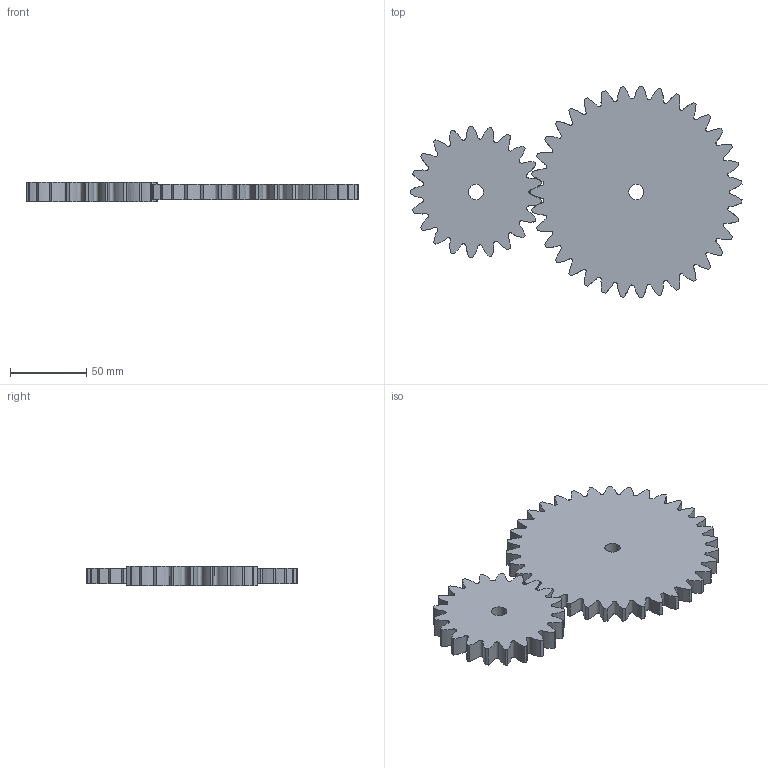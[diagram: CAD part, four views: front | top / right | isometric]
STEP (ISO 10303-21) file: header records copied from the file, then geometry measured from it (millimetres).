
FILE_DESCRIPTION (( 'STEP AP214' ), '1' );
FILE_NAME ('3.STEP', '2025-07-16T01:46:12', ( '' ), ( '' ), 'SwSTEP 2.0', 'SolidWorks 2022', '' );
FILE_SCHEMA (( 'AUTOMOTIVE_DESIGN' ));
Length unit declared in the file: millimetre
Products named in the file (3): 3; SpurGear1_GearTrax; SpurGear2_GearTrax
Assembly tree (2 placements, depth 2):
  3
    SpurGear1_GearTrax
    SpurGear2_GearTrax
Bounding box: 217.31 x 138.69 x 13 mm (x, y, z)
Volume: 182093.4 mm3; surface area: 50734.1 mm2
Topology: 2 solids, 2 shells, 120 faces, 348 edges, 232 vertices
Faces by surface type: cylinder 60, bspline 56, plane 4
Entity records: 15534 total; most frequent: CARTESIAN_POINT 12521, ORIENTED_EDGE 696, DIRECTION 494, EDGE_CURVE 348, VERTEX_POINT 232, AXIS2_PLACEMENT_3D 189, EDGE_LOOP 124, CIRCLE 120
